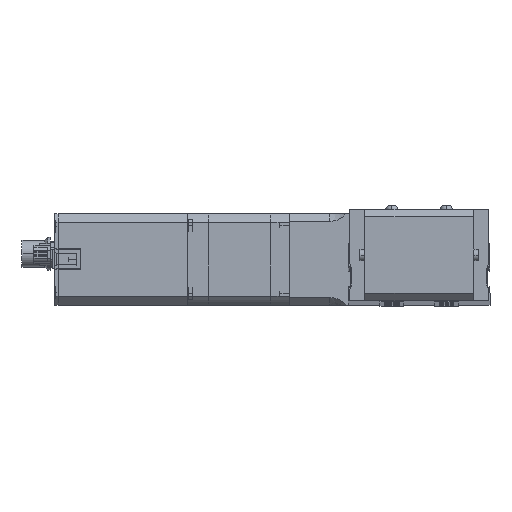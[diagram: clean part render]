
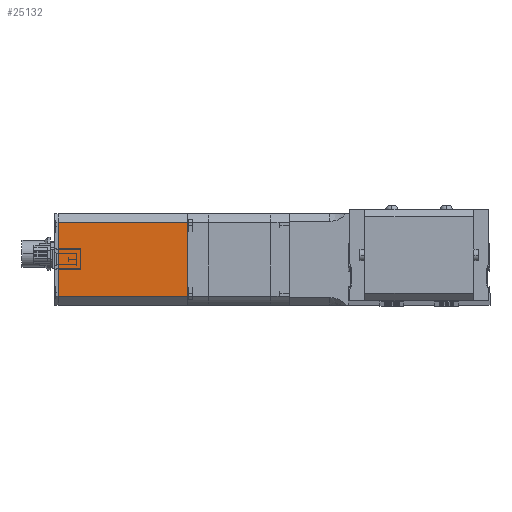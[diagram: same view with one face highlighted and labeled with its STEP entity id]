
A CAD part, top view. The second image highlights one B-rep face of the part: STEP entity #25132.
In plain terms, the highlighted face is planar.
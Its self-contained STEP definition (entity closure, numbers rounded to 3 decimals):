
#846 = PLANE ( 'NONE',  #17753 ) ;
#2589 = LINE ( 'NONE', #26173, #24352 ) ;
#3333 = VECTOR ( 'NONE', #31081, 1000. ) ;
#3366 = VECTOR ( 'NONE', #16154, 1000. ) ;
#3385 = VERTEX_POINT ( 'NONE', #15896 ) ;
#3562 = CARTESIAN_POINT ( 'NONE',  ( -31., 17., -47. ) ) ;
#4695 = LINE ( 'NONE', #26208, #3333 ) ;
#5185 = CARTESIAN_POINT ( 'NONE',  ( -31., -17., -106.25 ) ) ;
#5472 = EDGE_CURVE ( 'NONE', #28215, #21979, #13324, .T. ) ;
#6340 = ORIENTED_EDGE ( 'NONE', *, *, #5472, .T. ) ;
#7903 = CARTESIAN_POINT ( 'NONE',  ( -31., 17., -47. ) ) ;
#8058 = CARTESIAN_POINT ( 'NONE',  ( -31., 17., -106.25 ) ) ;
#8679 = EDGE_LOOP ( 'NONE', ( #6340, #23167, #27683, #15297 ) ) ;
#10450 = DIRECTION ( 'NONE',  ( 1., 0., 0. ) ) ;
#13155 = DIRECTION ( 'NONE',  ( 0., 1., 0. ) ) ;
#13324 = LINE ( 'NONE', #3562, #14902 ) ;
#14788 = EDGE_CURVE ( 'NONE', #16075, #28215, #4695, .T. ) ;
#14836 = DIRECTION ( 'NONE',  ( 0., 1., 0. ) ) ;
#14902 = VECTOR ( 'NONE', #13155, 1000. ) ;
#15203 = EDGE_CURVE ( 'NONE', #16075, #3385, #2589, .T. ) ;
#15297 = ORIENTED_EDGE ( 'NONE', *, *, #14788, .T. ) ;
#15896 = CARTESIAN_POINT ( 'NONE',  ( -31., 17., -106.25 ) ) ;
#16075 = VERTEX_POINT ( 'NONE', #5185 ) ;
#16154 = DIRECTION ( 'NONE',  ( 0., 0., 1. ) ) ;
#17753 = AXIS2_PLACEMENT_3D ( 'NONE', #8058, #10450, #14836 ) ;
#18826 = LINE ( 'NONE', #28413, #3366 ) ;
#20650 = CARTESIAN_POINT ( 'NONE',  ( -31., -17., -47. ) ) ;
#21979 = VERTEX_POINT ( 'NONE', #7903 ) ;
#22369 = FACE_OUTER_BOUND ( 'NONE', #8679, .T. ) ;
#23167 = ORIENTED_EDGE ( 'NONE', *, *, #28330, .F. ) ;
#24352 = VECTOR ( 'NONE', #30903, 1000. ) ;
#25132 = ADVANCED_FACE ( 'NONE', ( #22369 ), #846, .F. ) ;
#26173 = CARTESIAN_POINT ( 'NONE',  ( -31., 17., -106.25 ) ) ;
#26208 = CARTESIAN_POINT ( 'NONE',  ( -31., -17., -106.25 ) ) ;
#27683 = ORIENTED_EDGE ( 'NONE', *, *, #15203, .F. ) ;
#28215 = VERTEX_POINT ( 'NONE', #20650 ) ;
#28330 = EDGE_CURVE ( 'NONE', #3385, #21979, #18826, .T. ) ;
#28413 = CARTESIAN_POINT ( 'NONE',  ( -31., 17., -106.25 ) ) ;
#30903 = DIRECTION ( 'NONE',  ( 0., 1., 0. ) ) ;
#31081 = DIRECTION ( 'NONE',  ( 0., 0., 1. ) ) ;
